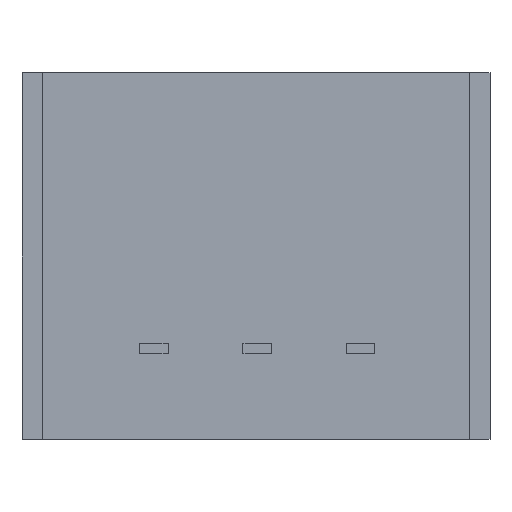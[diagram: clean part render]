
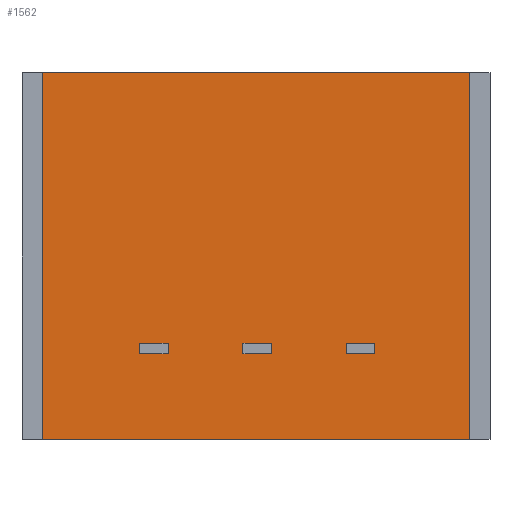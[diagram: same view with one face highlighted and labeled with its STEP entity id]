
A CAD part, front view. The second image highlights one B-rep face of the part: STEP entity #1562.
In plain terms, the highlighted planar face has unit normal (0, -1, 0).
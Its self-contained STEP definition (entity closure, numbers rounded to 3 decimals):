
#1149 = PLANE('',#1150);
#1150 = AXIS2_PLACEMENT_3D('',#1151,#1152,#1153);
#1151 = CARTESIAN_POINT('',(17.61,0.,5.66));
#1152 = DIRECTION('',(-1.,0.,0.));
#1153 = DIRECTION('',(0.,0.,1.));
#1243 = VERTEX_POINT('',#1244);
#1244 = CARTESIAN_POINT('',(17.61,0.,5.66));
#1279 = PLANE('',#1280);
#1280 = AXIS2_PLACEMENT_3D('',#1281,#1282,#1283);
#1281 = CARTESIAN_POINT('',(17.11,0.,5.66));
#1282 = DIRECTION('',(0.,0.,-1.));
#1283 = DIRECTION('',(1.,0.,0.));
#1297 = VERTEX_POINT('',#1298);
#1298 = CARTESIAN_POINT('',(17.61,0.,14.66));
#1319 = EDGE_CURVE('',#1243,#1297,#1320,.T.);
#1320 = SURFACE_CURVE('',#1321,(#1325,#1332),.PCURVE_S1.);
#1321 = LINE('',#1322,#1323);
#1322 = CARTESIAN_POINT('',(17.61,0.,5.66));
#1323 = VECTOR('',#1324,1.);
#1324 = DIRECTION('',(0.,0.,1.));
#1325 = PCURVE('',#1149,#1326);
#1326 = DEFINITIONAL_REPRESENTATION('',(#1327),#1331);
#1327 = LINE('',#1328,#1329);
#1328 = CARTESIAN_POINT('',(0.,0.));
#1329 = VECTOR('',#1330,1.);
#1330 = DIRECTION('',(1.,0.));
#1331 = ( GEOMETRIC_REPRESENTATION_CONTEXT(2) 
PARAMETRIC_REPRESENTATION_CONTEXT() REPRESENTATION_CONTEXT('2D SPACE',''
  ) );
#1332 = PCURVE('',#1333,#1338);
#1333 = PLANE('',#1334);
#1334 = AXIS2_PLACEMENT_3D('',#1335,#1336,#1337);
#1335 = CARTESIAN_POINT('',(22.86,0.,10.16));
#1336 = DIRECTION('',(0.,-1.,0.));
#1337 = DIRECTION('',(1.,0.,0.));
#1338 = DEFINITIONAL_REPRESENTATION('',(#1339),#1343);
#1339 = LINE('',#1340,#1341);
#1340 = CARTESIAN_POINT('',(-5.25,-4.5));
#1341 = VECTOR('',#1342,1.);
#1342 = DIRECTION('',(0.,1.));
#1343 = ( GEOMETRIC_REPRESENTATION_CONTEXT(2) 
PARAMETRIC_REPRESENTATION_CONTEXT() REPRESENTATION_CONTEXT('2D SPACE',''
  ) );
#1387 = PLANE('',#1388);
#1388 = AXIS2_PLACEMENT_3D('',#1389,#1390,#1391);
#1389 = CARTESIAN_POINT('',(28.61,0.,14.66));
#1390 = DIRECTION('',(0.,0.,1.));
#1391 = DIRECTION('',(-1.,0.,0.));
#1514 = VERTEX_POINT('',#1515);
#1515 = CARTESIAN_POINT('',(28.11,0.,5.66));
#1541 = EDGE_CURVE('',#1243,#1514,#1542,.T.);
#1542 = SURFACE_CURVE('',#1543,(#1547,#1554),.PCURVE_S1.);
#1543 = LINE('',#1544,#1545);
#1544 = CARTESIAN_POINT('',(17.11,0.,5.66));
#1545 = VECTOR('',#1546,1.);
#1546 = DIRECTION('',(1.,0.,0.));
#1547 = PCURVE('',#1279,#1548);
#1548 = DEFINITIONAL_REPRESENTATION('',(#1549),#1553);
#1549 = LINE('',#1550,#1551);
#1550 = CARTESIAN_POINT('',(0.,0.));
#1551 = VECTOR('',#1552,1.);
#1552 = DIRECTION('',(1.,0.));
#1553 = ( GEOMETRIC_REPRESENTATION_CONTEXT(2) 
PARAMETRIC_REPRESENTATION_CONTEXT() REPRESENTATION_CONTEXT('2D SPACE',''
  ) );
#1554 = PCURVE('',#1333,#1555);
#1555 = DEFINITIONAL_REPRESENTATION('',(#1556),#1560);
#1556 = LINE('',#1557,#1558);
#1557 = CARTESIAN_POINT('',(-5.75,-4.5));
#1558 = VECTOR('',#1559,1.);
#1559 = DIRECTION('',(1.,0.));
#1560 = ( GEOMETRIC_REPRESENTATION_CONTEXT(2) 
PARAMETRIC_REPRESENTATION_CONTEXT() REPRESENTATION_CONTEXT('2D SPACE',''
  ) );
#1562 = ADVANCED_FACE('',(#1563),#1333,.T.);
#1563 = FACE_BOUND('',#1564,.T.);
#1564 = EDGE_LOOP('',(#1565,#1588,#1589,#1590));
#1565 = ORIENTED_EDGE('',*,*,#1566,.T.);
#1566 = EDGE_CURVE('',#1567,#1297,#1569,.T.);
#1567 = VERTEX_POINT('',#1568);
#1568 = CARTESIAN_POINT('',(28.11,0.,14.66));
#1569 = SURFACE_CURVE('',#1570,(#1574,#1581),.PCURVE_S1.);
#1570 = LINE('',#1571,#1572);
#1571 = CARTESIAN_POINT('',(28.61,0.,14.66));
#1572 = VECTOR('',#1573,1.);
#1573 = DIRECTION('',(-1.,0.,0.));
#1574 = PCURVE('',#1333,#1575);
#1575 = DEFINITIONAL_REPRESENTATION('',(#1576),#1580);
#1576 = LINE('',#1577,#1578);
#1577 = CARTESIAN_POINT('',(5.75,4.5));
#1578 = VECTOR('',#1579,1.);
#1579 = DIRECTION('',(-1.,0.));
#1580 = ( GEOMETRIC_REPRESENTATION_CONTEXT(2) 
PARAMETRIC_REPRESENTATION_CONTEXT() REPRESENTATION_CONTEXT('2D SPACE',''
  ) );
#1581 = PCURVE('',#1387,#1582);
#1582 = DEFINITIONAL_REPRESENTATION('',(#1583),#1587);
#1583 = LINE('',#1584,#1585);
#1584 = CARTESIAN_POINT('',(0.,0.));
#1585 = VECTOR('',#1586,1.);
#1586 = DIRECTION('',(1.,0.));
#1587 = ( GEOMETRIC_REPRESENTATION_CONTEXT(2) 
PARAMETRIC_REPRESENTATION_CONTEXT() REPRESENTATION_CONTEXT('2D SPACE',''
  ) );
#1588 = ORIENTED_EDGE('',*,*,#1319,.F.);
#1589 = ORIENTED_EDGE('',*,*,#1541,.T.);
#1590 = ORIENTED_EDGE('',*,*,#1591,.F.);
#1591 = EDGE_CURVE('',#1567,#1514,#1592,.T.);
#1592 = SURFACE_CURVE('',#1593,(#1597,#1604),.PCURVE_S1.);
#1593 = LINE('',#1594,#1595);
#1594 = CARTESIAN_POINT('',(28.11,0.,14.66));
#1595 = VECTOR('',#1596,1.);
#1596 = DIRECTION('',(0.,0.,-1.));
#1597 = PCURVE('',#1333,#1598);
#1598 = DEFINITIONAL_REPRESENTATION('',(#1599),#1603);
#1599 = LINE('',#1600,#1601);
#1600 = CARTESIAN_POINT('',(5.25,4.5));
#1601 = VECTOR('',#1602,1.);
#1602 = DIRECTION('',(0.,-1.));
#1603 = ( GEOMETRIC_REPRESENTATION_CONTEXT(2) 
PARAMETRIC_REPRESENTATION_CONTEXT() REPRESENTATION_CONTEXT('2D SPACE',''
  ) );
#1604 = PCURVE('',#1605,#1610);
#1605 = PLANE('',#1606);
#1606 = AXIS2_PLACEMENT_3D('',#1607,#1608,#1609);
#1607 = CARTESIAN_POINT('',(28.11,0.,14.66));
#1608 = DIRECTION('',(1.,0.,0.));
#1609 = DIRECTION('',(0.,0.,-1.));
#1610 = DEFINITIONAL_REPRESENTATION('',(#1611),#1615);
#1611 = LINE('',#1612,#1613);
#1612 = CARTESIAN_POINT('',(0.,0.));
#1613 = VECTOR('',#1614,1.);
#1614 = DIRECTION('',(1.,0.));
#1615 = ( GEOMETRIC_REPRESENTATION_CONTEXT(2) 
PARAMETRIC_REPRESENTATION_CONTEXT() REPRESENTATION_CONTEXT('2D SPACE',''
  ) );
